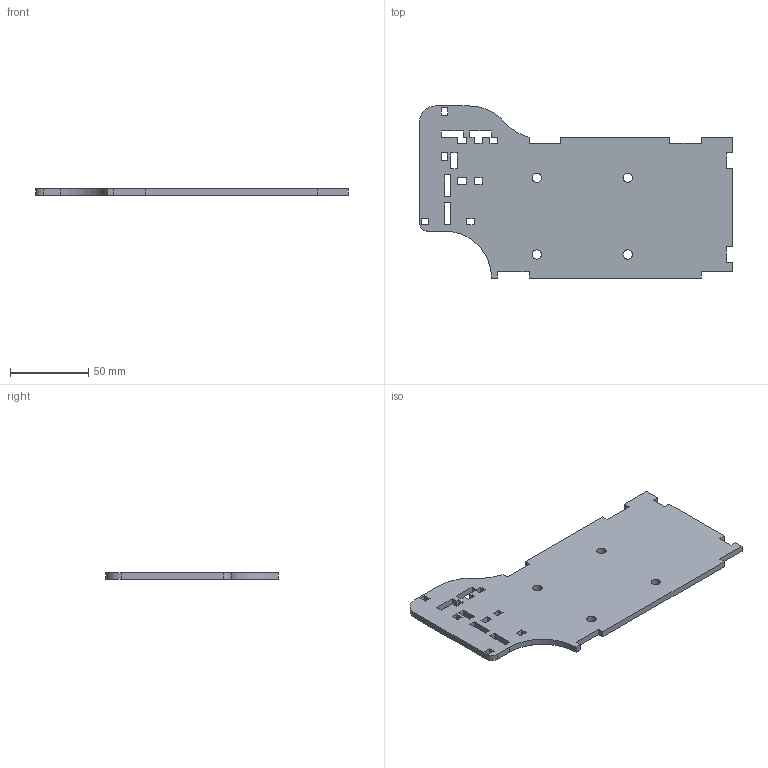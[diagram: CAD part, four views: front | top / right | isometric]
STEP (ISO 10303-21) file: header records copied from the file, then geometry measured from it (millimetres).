
FILE_DESCRIPTION(/* description */ (''),/* implementation_level */ '2;1');
FILE_NAME(/* name */ '20_watchtower_groundplate.stp',/* time_stamp */ '2019-04-24T16:26:33+02:00',/* author */ (''),/* organization */ (''),/* preprocessor_version */ 'ST-DEVELOPER v16.7',/* originating_system */ 'SIEMENS PLM Software NX 12.0',/* authorisation */ '');
FILE_SCHEMA (('AP203_CONFIGURATION_CONTROLLED_3D_DESIGN_OF_MECHANICAL_PARTS_AND_ASSEMBLIES_MIM_LF { 1 0 10303 403 2 1 2}'));
Length unit declared in the file: millimetre
Products named in the file (1): 20_watchtower_groundplate
Bounding box: 200 x 110 x 4 mm (x, y, z)
Volume: 67578.8 mm3; surface area: 37870 mm2
Topology: 1 solids, 1 shells, 94 faces, 276 edges, 184 vertices
Faces by surface type: plane 85, cylinder 9
Full cylindrical faces by diameter (mm): 6 x4
Entity records: 3212 total; most frequent: CARTESIAN_POINT 551, ORIENTED_EDGE 544, DIRECTION 480, EDGE_CURVE 272, LINE 254, VECTOR 254, VERTEX_POINT 184, EDGE_LOOP 128
